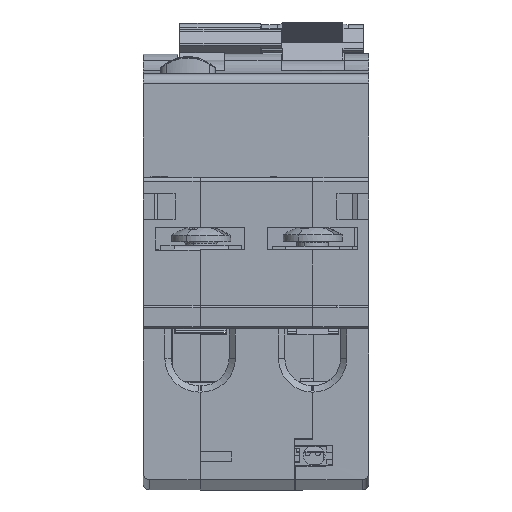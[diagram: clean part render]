
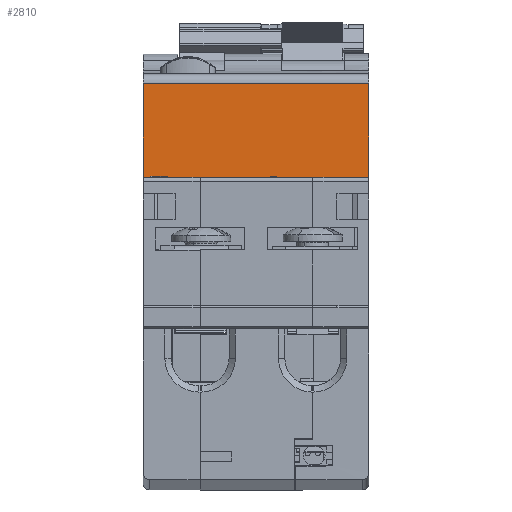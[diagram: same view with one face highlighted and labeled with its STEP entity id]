
A CAD part, left-side view. The second image highlights one B-rep face of the part: STEP entity #2810.
In plain terms, the highlighted planar face has unit normal (-1, 0, 0).
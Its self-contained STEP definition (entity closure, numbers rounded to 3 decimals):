
#2810=ADVANCED_FACE('',(#4846),#4060,.T.);
#4060=PLANE('',#32867);
#4846=FACE_OUTER_BOUND('',#6065,.T.);
#6065=EDGE_LOOP('',(#7910,#7911,#7912,#7913,#7914,#7915,#7916,#7917,#7918,
#7919,#7920,#7921,#7922));
#7910=ORIENTED_EDGE('',*,*,#20133,.T.);
#7911=ORIENTED_EDGE('',*,*,#20134,.T.);
#7912=ORIENTED_EDGE('',*,*,#20135,.T.);
#7913=ORIENTED_EDGE('',*,*,#20136,.F.);
#7914=ORIENTED_EDGE('',*,*,#19951,.T.);
#7915=ORIENTED_EDGE('',*,*,#20137,.T.);
#7916=ORIENTED_EDGE('',*,*,#20138,.T.);
#7917=ORIENTED_EDGE('',*,*,#20139,.T.);
#7918=ORIENTED_EDGE('',*,*,#20140,.T.);
#7919=ORIENTED_EDGE('',*,*,#20141,.T.);
#7920=ORIENTED_EDGE('',*,*,#20142,.F.);
#7921=ORIENTED_EDGE('',*,*,#20143,.F.);
#7922=ORIENTED_EDGE('',*,*,#20144,.F.);
#15765=VERTEX_POINT('',#44591);
#15775=VERTEX_POINT('',#44611);
#15929=VERTEX_POINT('',#45031);
#15930=VERTEX_POINT('',#45032);
#15931=VERTEX_POINT('',#45034);
#15932=VERTEX_POINT('',#45036);
#15933=VERTEX_POINT('',#45039);
#15934=VERTEX_POINT('',#45041);
#15935=VERTEX_POINT('',#45043);
#15936=VERTEX_POINT('',#45045);
#15937=VERTEX_POINT('',#45047);
#15938=VERTEX_POINT('',#45049);
#15939=VERTEX_POINT('',#45051);
#19951=EDGE_CURVE('',#15765,#15775,#25324,.T.);
#20133=EDGE_CURVE('',#15929,#15930,#25483,.T.);
#20134=EDGE_CURVE('',#15930,#15931,#25484,.T.);
#20135=EDGE_CURVE('',#15931,#15932,#25485,.T.);
#20136=EDGE_CURVE('',#15765,#15932,#25486,.T.);
#20137=EDGE_CURVE('',#15775,#15933,#25487,.T.);
#20138=EDGE_CURVE('',#15933,#15934,#25488,.T.);
#20139=EDGE_CURVE('',#15934,#15935,#25489,.T.);
#20140=EDGE_CURVE('',#15935,#15936,#25490,.T.);
#20141=EDGE_CURVE('',#15936,#15937,#25491,.T.);
#20142=EDGE_CURVE('',#15938,#15937,#25492,.T.);
#20143=EDGE_CURVE('',#15939,#15938,#25493,.T.);
#20144=EDGE_CURVE('',#15929,#15939,#25494,.T.);
#25324=LINE('',#44612,#29053);
#25483=LINE('',#45030,#29212);
#25484=LINE('',#45033,#29213);
#25485=LINE('',#45035,#29214);
#25486=LINE('',#45037,#29215);
#25487=LINE('',#45038,#29216);
#25488=LINE('',#45040,#29217);
#25489=LINE('',#45042,#29218);
#25490=LINE('',#45044,#29219);
#25491=LINE('',#45046,#29220);
#25492=LINE('',#45048,#29221);
#25493=LINE('',#45050,#29222);
#25494=LINE('',#45052,#29223);
#29053=VECTOR('',#35686,1.);
#29212=VECTOR('',#35947,1.);
#29213=VECTOR('',#35948,1.);
#29214=VECTOR('',#35949,1.);
#29215=VECTOR('',#35950,1.);
#29216=VECTOR('',#35951,1.);
#29217=VECTOR('',#35952,1.);
#29218=VECTOR('',#35953,1.);
#29219=VECTOR('',#35954,1.);
#29220=VECTOR('',#35955,1.);
#29221=VECTOR('',#35956,1.);
#29222=VECTOR('',#35957,1.);
#29223=VECTOR('',#35958,1.);
#32867=AXIS2_PLACEMENT_3D('',#45053,#35959,#35960);
#35686=DIRECTION('',(0.,-1.,0.));
#35947=DIRECTION('',(0.,-1.,0.));
#35948=DIRECTION('',(0.,0.,-1.));
#35949=DIRECTION('',(0.,-1.,0.));
#35950=DIRECTION('',(0.,0.,-1.));
#35951=DIRECTION('',(0.,0.,-1.));
#35952=DIRECTION('',(0.,-1.,-0.016));
#35953=DIRECTION('',(0.,-1.,0.));
#35954=DIRECTION('',(0.,0.,-1.));
#35955=DIRECTION('',(0.,-1.,0.));
#35956=DIRECTION('',(0.,0.,-1.));
#35957=DIRECTION('',(0.,-1.,0.));
#35958=DIRECTION('',(0.,0.,1.));
#35959=DIRECTION('',(-1.,0.,0.));
#35960=DIRECTION('',(0.,0.,1.));
#44591=CARTESIAN_POINT('',(10.054,-8.95,37.91));
#44611=CARTESIAN_POINT('',(10.054,-26.7,37.91));
#44612=CARTESIAN_POINT('',(10.054,-26.6,37.91));
#45030=CARTESIAN_POINT('',(10.054,0.,36.96));
#45031=CARTESIAN_POINT('',(10.054,0.,36.96));
#45032=CARTESIAN_POINT('',(10.054,-3.,36.96));
#45033=CARTESIAN_POINT('',(10.054,-3.,35.46));
#45034=CARTESIAN_POINT('',(10.054,-3.,35.46));
#45035=CARTESIAN_POINT('',(10.054,-26.6,35.46));
#45036=CARTESIAN_POINT('',(10.054,-8.95,35.46));
#45037=CARTESIAN_POINT('',(10.054,-8.95,12.029));
#45038=CARTESIAN_POINT('',(10.054,-26.7,63.444));
#45039=CARTESIAN_POINT('',(10.054,-26.7,37.524));
#45040=CARTESIAN_POINT('',(10.054,-28.1,37.502));
#45041=CARTESIAN_POINT('',(10.054,-28.1,37.502));
#45042=CARTESIAN_POINT('',(10.054,-26.6,37.502));
#45043=CARTESIAN_POINT('',(10.054,-31.357,37.502));
#45044=CARTESIAN_POINT('',(10.054,-31.357,63.444));
#45045=CARTESIAN_POINT('',(10.054,-31.357,36.958));
#45046=CARTESIAN_POINT('',(10.054,-26.6,36.958));
#45047=CARTESIAN_POINT('',(10.054,-35.5,36.958));
#45048=CARTESIAN_POINT('',(10.054,-35.5,13.444));
#45049=CARTESIAN_POINT('',(10.054,-35.5,52.688));
#45050=CARTESIAN_POINT('',(10.054,-26.6,52.688));
#45051=CARTESIAN_POINT('',(10.054,0.,52.688));
#45052=CARTESIAN_POINT('',(10.054,0.,37.31));
#45053=CARTESIAN_POINT('',(10.054,-26.6,63.444));
